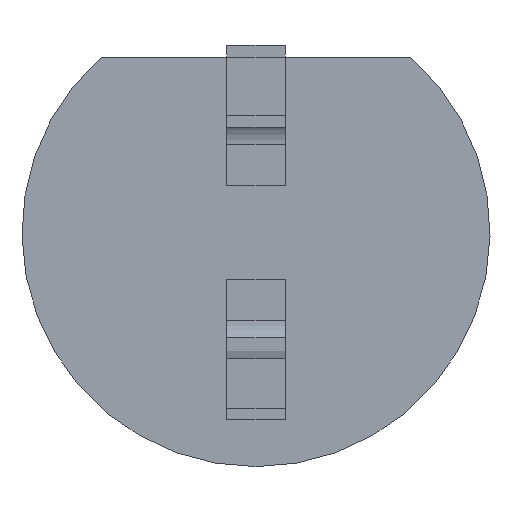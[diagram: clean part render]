
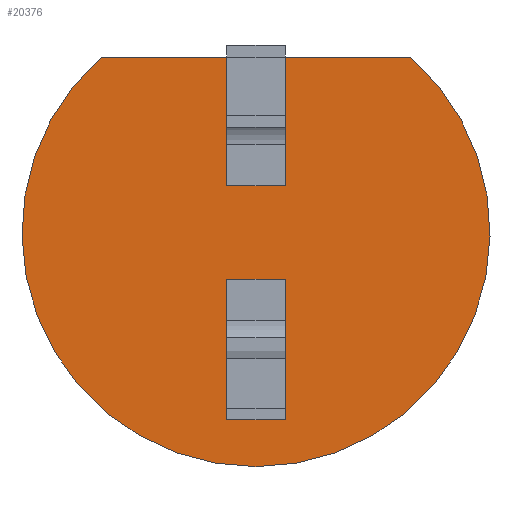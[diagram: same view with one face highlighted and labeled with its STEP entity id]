
A CAD part, front view. The second image highlights one B-rep face of the part: STEP entity #20376.
In plain terms, the highlighted planar face has unit normal (0, -1, 0).
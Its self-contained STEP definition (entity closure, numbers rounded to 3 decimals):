
#3456 = VERTEX_POINT ( 'NONE', #8597 ) ;
#3465 = VERTEX_POINT ( 'NONE', #8576 ) ;
#3466 = EDGE_CURVE ( 'NONE', #3456, #3465, #8571, .T. ) ;
#8566 = DIRECTION ( 'NONE',  ( 1., 0., 0. ) ) ;
#8568 = DIRECTION ( 'NONE',  ( 0., -1., 0. ) ) ;
#8569 = CARTESIAN_POINT ( 'NONE',  ( 0., -1., 0. ) ) ;
#8570 = AXIS2_PLACEMENT_3D ( 'NONE', #8569, #8568, #8566 ) ;
#8571 = CIRCLE ( 'NONE', #8570, 2. ) ;
#8576 = CARTESIAN_POINT ( 'NONE',  ( 0., -1., -2. ) ) ;
#8597 = CARTESIAN_POINT ( 'NONE',  ( -1.323, -1., 1.5 ) ) ;
#10858 = CARTESIAN_POINT ( 'NONE',  ( 1.323, -1., 1.5 ) ) ;
#10859 = DIRECTION ( 'NONE',  ( 1., 0., 0. ) ) ;
#10860 = VECTOR ( 'NONE', #10859, 1000. ) ;
#10862 = CARTESIAN_POINT ( 'NONE',  ( -1.323, -1., 1.5 ) ) ;
#10863 = LINE ( 'NONE', #10862, #10860 ) ;
#10874 = DIRECTION ( 'NONE',  ( 1., 0., 0. ) ) ;
#10876 = DIRECTION ( 'NONE',  ( 0., -1., 0. ) ) ;
#10878 = AXIS2_PLACEMENT_3D ( 'NONE', #10891, #10876, #10874 ) ;
#10879 = CIRCLE ( 'NONE', #10878, 2. ) ;
#10891 = CARTESIAN_POINT ( 'NONE',  ( 0., -1., 0. ) ) ;
#11011 = FACE_OUTER_BOUND ( 'NONE', #20356, .T. ) ;
#11082 = DIRECTION ( 'NONE',  ( 1., 0., 0. ) ) ;
#11083 = DIRECTION ( 'NONE',  ( 0., -1., 0. ) ) ;
#11085 = CARTESIAN_POINT ( 'NONE',  ( 0., -1., 0. ) ) ;
#11086 = AXIS2_PLACEMENT_3D ( 'NONE', #11085, #11083, #11082 ) ;
#11088 = PLANE ( 'NONE',  #11086 ) ;
#20339 = EDGE_CURVE ( 'NONE', #3465, #20344, #10879, .T. ) ;
#20341 = EDGE_CURVE ( 'NONE', #3456, #20344, #10863, .T. ) ;
#20344 = VERTEX_POINT ( 'NONE', #10858 ) ;
#20356 = EDGE_LOOP ( 'NONE', ( #20358, #20360, #20357 ) ) ;
#20357 = ORIENTED_EDGE ( 'NONE', *, *, #20341, .F. ) ;
#20358 = ORIENTED_EDGE ( 'NONE', *, *, #3466, .T. ) ;
#20360 = ORIENTED_EDGE ( 'NONE', *, *, #20339, .T. ) ;
#20376 = ADVANCED_FACE ( 'NONE', ( #11011 ), #11088, .T. ) ;
